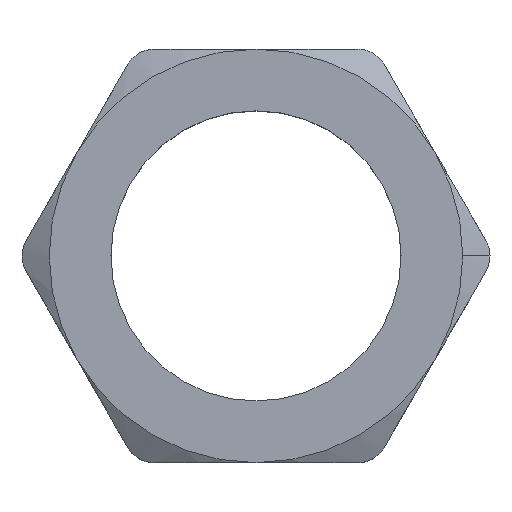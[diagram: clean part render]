
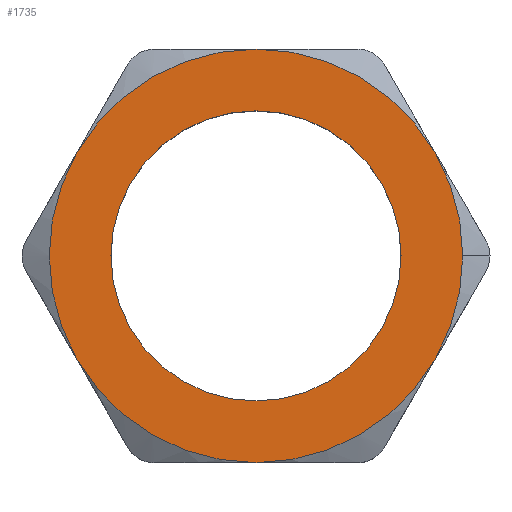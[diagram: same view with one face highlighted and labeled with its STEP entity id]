
A CAD part, top view. The second image highlights one B-rep face of the part: STEP entity #1735.
In plain terms, the highlighted planar face has unit normal (0, 0, 1).
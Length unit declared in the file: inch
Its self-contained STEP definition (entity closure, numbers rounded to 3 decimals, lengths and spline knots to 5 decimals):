
#107 = CARTESIAN_POINT ( 'NONE',  ( -0.235, 0., 0.2 ) ) ;
#111 = CARTESIAN_POINT ( 'NONE',  ( 0.235, 0., 0.2 ) ) ;
#112 = DIRECTION ( 'NONE',  ( 1., 0., 0. ) ) ;
#113 = DIRECTION ( 'NONE',  ( 0., 0., 1. ) ) ;
#114 = CARTESIAN_POINT ( 'NONE',  ( 0., 0., 0.2 ) ) ;
#115 = AXIS2_PLACEMENT_3D ( 'NONE', #114, #113, #112 ) ;
#120 = CIRCLE ( 'NONE', #115, 0.235 ) ;
#129 = CARTESIAN_POINT ( 'NONE',  ( 0.29012, 0.1675, 0.2 ) ) ;
#260 = CARTESIAN_POINT ( 'NONE',  ( -0.29012, -0.1675, 0.2 ) ) ;
#272 = CARTESIAN_POINT ( 'NONE',  ( -0.29012, 0.1675, 0.2 ) ) ;
#552 = CARTESIAN_POINT ( 'NONE',  ( 0.335, 0., 0.2 ) ) ;
#553 = DIRECTION ( 'NONE',  ( 1., 0., 0. ) ) ;
#554 = DIRECTION ( 'NONE',  ( 0., 0., 1. ) ) ;
#555 = CARTESIAN_POINT ( 'NONE',  ( 0., 0., 0.2 ) ) ;
#556 = AXIS2_PLACEMENT_3D ( 'NONE', #555, #554, #553 ) ;
#557 = CIRCLE ( 'NONE', #556, 0.335 ) ;
#763 = DIRECTION ( 'NONE',  ( 1., 0., 0. ) ) ;
#764 = DIRECTION ( 'NONE',  ( 0., 0., 1. ) ) ;
#765 = CARTESIAN_POINT ( 'NONE',  ( 0., 0., 0.2 ) ) ;
#766 = AXIS2_PLACEMENT_3D ( 'NONE', #765, #764, #763 ) ;
#767 = CIRCLE ( 'NONE', #766, 0.335 ) ;
#768 = CARTESIAN_POINT ( 'NONE',  ( 0., 0., 0.2 ) ) ;
#778 = DIRECTION ( 'NONE',  ( 1., 0., 0. ) ) ;
#779 = DIRECTION ( 'NONE',  ( 0., 0., 1. ) ) ;
#780 = AXIS2_PLACEMENT_3D ( 'NONE', #787, #779, #778 ) ;
#781 = CIRCLE ( 'NONE', #780, 0.335 ) ;
#783 = DIRECTION ( 'NONE',  ( 1., 0., 0. ) ) ;
#784 = DIRECTION ( 'NONE',  ( 0., 0., 1. ) ) ;
#785 = AXIS2_PLACEMENT_3D ( 'NONE', #768, #784, #783 ) ;
#786 = CIRCLE ( 'NONE', #785, 0.335 ) ;
#787 = CARTESIAN_POINT ( 'NONE',  ( 0., 0., 0.2 ) ) ;
#977 = DIRECTION ( 'NONE',  ( 1., 0., 0. ) ) ;
#978 = DIRECTION ( 'NONE',  ( 0., 0., 1. ) ) ;
#979 = CARTESIAN_POINT ( 'NONE',  ( 0., 0., 0.2 ) ) ;
#980 = AXIS2_PLACEMENT_3D ( 'NONE', #979, #978, #977 ) ;
#981 = CIRCLE ( 'NONE', #980, 0.235 ) ;
#982 = DIRECTION ( 'NONE',  ( 1., 0., 0. ) ) ;
#983 = DIRECTION ( 'NONE',  ( 0., 0., 1. ) ) ;
#984 = CARTESIAN_POINT ( 'NONE',  ( -0.58024, -0.335, 0.2 ) ) ;
#985 = AXIS2_PLACEMENT_3D ( 'NONE', #984, #983, #982 ) ;
#986 = PLANE ( 'NONE',  #985 ) ;
#987 = FACE_OUTER_BOUND ( 'NONE', #1739, .T. ) ;
#988 = FACE_BOUND ( 'NONE', #1801, .T. ) ;
#1037 = CARTESIAN_POINT ( 'NONE',  ( 0., 0., 0.2 ) ) ;
#1038 = AXIS2_PLACEMENT_3D ( 'NONE', #1037, #1044, #1338 ) ;
#1039 = CIRCLE ( 'NONE', #1038, 0.335 ) ;
#1040 = DIRECTION ( 'NONE',  ( 1., 0., 0. ) ) ;
#1041 = DIRECTION ( 'NONE',  ( 0., 0., 1. ) ) ;
#1042 = AXIS2_PLACEMENT_3D ( 'NONE', #1050, #1041, #1040 ) ;
#1043 = CIRCLE ( 'NONE', #1042, 0.335 ) ;
#1044 = DIRECTION ( 'NONE',  ( 0., 0., 1. ) ) ;
#1045 = DIRECTION ( 'NONE',  ( 1., 0., 0. ) ) ;
#1046 = DIRECTION ( 'NONE',  ( 0., 0., 1. ) ) ;
#1047 = CARTESIAN_POINT ( 'NONE',  ( 0., 0., 0.2 ) ) ;
#1048 = AXIS2_PLACEMENT_3D ( 'NONE', #1047, #1046, #1045 ) ;
#1049 = CIRCLE ( 'NONE', #1048, 0.335 ) ;
#1050 = CARTESIAN_POINT ( 'NONE',  ( 0., 0., 0.2 ) ) ;
#1179 = CARTESIAN_POINT ( 'NONE',  ( 0., -0.335, 0.2 ) ) ;
#1200 = CARTESIAN_POINT ( 'NONE',  ( 0.29012, -0.1675, 0.2 ) ) ;
#1226 = CARTESIAN_POINT ( 'NONE',  ( 0., 0.335, 0.2 ) ) ;
#1338 = DIRECTION ( 'NONE',  ( 1., 0., 0. ) ) ;
#1469 = EDGE_CURVE ( 'NONE', #1470, #1559, #557, .T. ) ;
#1470 = VERTEX_POINT ( 'NONE', #552 ) ;
#1534 = VERTEX_POINT ( 'NONE', #107 ) ;
#1559 = VERTEX_POINT ( 'NONE', #129 ) ;
#1570 = EDGE_CURVE ( 'NONE', #1534, #1571, #120, .T. ) ;
#1571 = VERTEX_POINT ( 'NONE', #111 ) ;
#1648 = VERTEX_POINT ( 'NONE', #272 ) ;
#1651 = VERTEX_POINT ( 'NONE', #260 ) ;
#1735 = ADVANCED_FACE ( 'NONE', ( #988, #987 ), #986, .T. ) ;
#1736 = ORIENTED_EDGE ( 'NONE', *, *, #1570, .F. ) ;
#1737 = ORIENTED_EDGE ( 'NONE', *, *, #1738, .F. ) ;
#1738 = EDGE_CURVE ( 'NONE', #1571, #1534, #981, .T. ) ;
#1739 = EDGE_LOOP ( 'NONE', ( #1740, #1804, #1805, #1807, #1881, #1883, #1885 ) ) ;
#1740 = ORIENTED_EDGE ( 'NONE', *, *, #1803, .T. ) ;
#1801 = EDGE_LOOP ( 'NONE', ( #1736, #1737 ) ) ;
#1803 = EDGE_CURVE ( 'NONE', #1902, #1470, #1049, .T. ) ;
#1804 = ORIENTED_EDGE ( 'NONE', *, *, #1469, .T. ) ;
#1805 = ORIENTED_EDGE ( 'NONE', *, *, #1806, .T. ) ;
#1806 = EDGE_CURVE ( 'NONE', #1559, #1919, #1043, .T. ) ;
#1807 = ORIENTED_EDGE ( 'NONE', *, *, #1808, .T. ) ;
#1808 = EDGE_CURVE ( 'NONE', #1919, #1648, #1039, .T. ) ;
#1881 = ORIENTED_EDGE ( 'NONE', *, *, #1882, .T. ) ;
#1882 = EDGE_CURVE ( 'NONE', #1648, #1651, #767, .T. ) ;
#1883 = ORIENTED_EDGE ( 'NONE', *, *, #1884, .T. ) ;
#1884 = EDGE_CURVE ( 'NONE', #1651, #1908, #786, .T. ) ;
#1885 = ORIENTED_EDGE ( 'NONE', *, *, #1886, .T. ) ;
#1886 = EDGE_CURVE ( 'NONE', #1908, #1902, #781, .T. ) ;
#1902 = VERTEX_POINT ( 'NONE', #1200 ) ;
#1908 = VERTEX_POINT ( 'NONE', #1179 ) ;
#1919 = VERTEX_POINT ( 'NONE', #1226 ) ;
